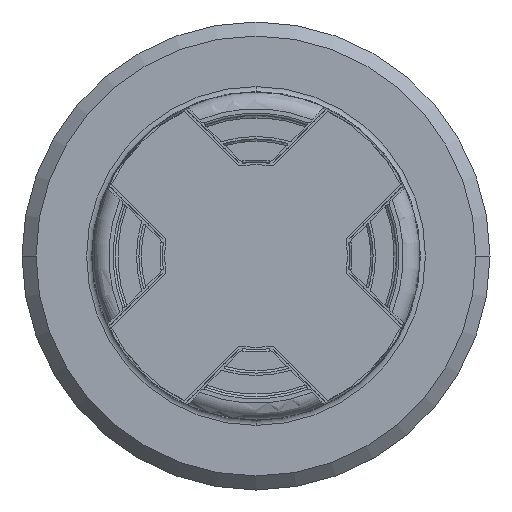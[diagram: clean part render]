
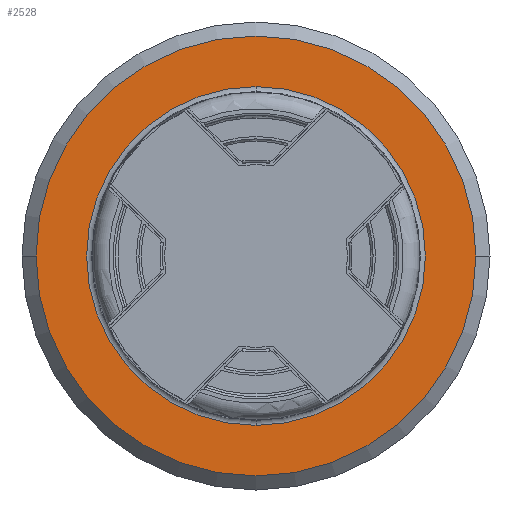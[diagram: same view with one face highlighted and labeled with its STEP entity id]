
A CAD part, front view. The second image highlights one B-rep face of the part: STEP entity #2528.
In plain terms, the highlighted planar face has unit normal (0, -1, 0).
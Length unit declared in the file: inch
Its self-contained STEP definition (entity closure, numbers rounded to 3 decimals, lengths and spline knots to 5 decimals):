
#912=CARTESIAN_POINT('',(0.,-0.128,0.));
#913=DIRECTION('',(0.,-1.,0.));
#914=DIRECTION('',(1.,0.,0.));
#915=AXIS2_PLACEMENT_3D('',#912,#913,#914);
#917=CARTESIAN_POINT('',(0.,-0.128,0.));
#918=DIRECTION('',(0.,-1.,0.));
#919=DIRECTION('',(-1.,0.,0.));
#920=AXIS2_PLACEMENT_3D('',#917,#918,#919);
#1977=CARTESIAN_POINT('',(0.47,-0.128,0.));
#1978=CARTESIAN_POINT('',(-0.47,-0.128,0.));
#1979=VERTEX_POINT('',#1977);
#1980=VERTEX_POINT('',#1978);
#2517=CARTESIAN_POINT('',(0.,-0.128,0.));
#2518=DIRECTION('',(0.,1.,0.));
#2519=DIRECTION('',(-1.,0.,0.));
#2520=AXIS2_PLACEMENT_3D('',#2517,#2518,#2519);
#2521=PLANE('',#2520);
#2523=ORIENTED_EDGE('',*,*,#2522,.F.);
#2525=ORIENTED_EDGE('',*,*,#2524,.F.);
#2526=EDGE_LOOP('',(#2523,#2525));
#2527=FACE_OUTER_BOUND('',#2526,.F.);
#2528=ADVANCED_FACE('',(#2527),#2521,.F.);
#916=CIRCLE('',#915,0.47);
#921=CIRCLE('',#920,0.47);
#2522=EDGE_CURVE('',#1979,#1980,#916,.T.);
#2524=EDGE_CURVE('',#1980,#1979,#921,.T.);
